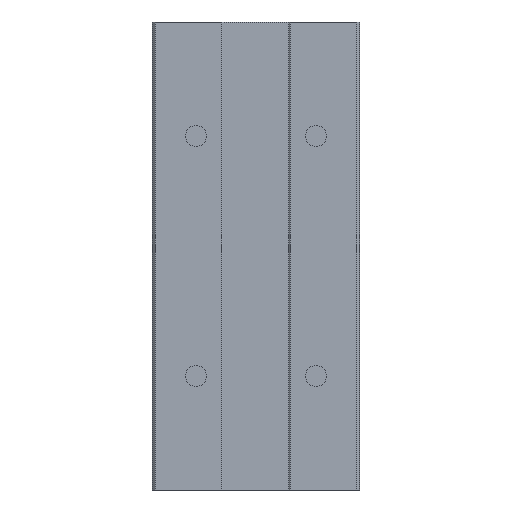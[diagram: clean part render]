
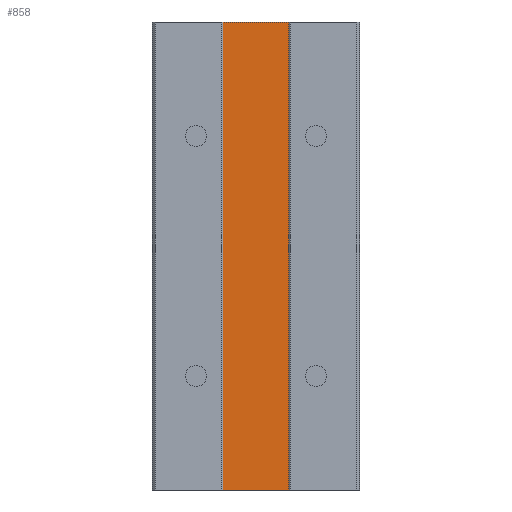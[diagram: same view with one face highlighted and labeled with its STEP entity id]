
A CAD part, front view. The second image highlights one B-rep face of the part: STEP entity #858.
In plain terms, the highlighted planar face has unit normal (0, -1, 0).
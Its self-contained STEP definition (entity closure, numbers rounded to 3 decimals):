
#58 = VECTOR ( 'NONE', #1445, 1000. ) ;
#64 = LINE ( 'NONE', #1444, #58 ) ;
#70 = LINE ( 'NONE', #1434, #71 ) ;
#71 = VECTOR ( 'NONE', #1435, 1000. ) ;
#74 = LINE ( 'NONE', #1438, #75 ) ;
#75 = VECTOR ( 'NONE', #1439, 1000. ) ;
#87 = LINE ( 'NONE', #1456, #88 ) ;
#88 = VECTOR ( 'NONE', #1457, 1000. ) ;
#203 = ORIENTED_EDGE ( 'NONE', *, *, #2008, .T. ) ;
#204 = ORIENTED_EDGE ( 'NONE', *, *, #2010, .F. ) ;
#235 = ORIENTED_EDGE ( 'NONE', *, *, #2006, .F. ) ;
#508 = ORIENTED_EDGE ( 'NONE', *, *, #2015, .T. ) ;
#738 = FACE_OUTER_BOUND ( 'NONE', #1755, .T. ) ;
#858 = ADVANCED_FACE ( 'NONE', ( #738 ), #1058, .T. ) ;
#1058 = PLANE ( 'NONE',  #2124 ) ;
#1061 = CARTESIAN_POINT ( 'NONE',  ( -11., 0.45, -156. ) ) ;
#1067 = DIRECTION ( 'NONE',  ( 0., -1., 0. ) ) ;
#1068 = DIRECTION ( 'NONE',  ( 0., 0., -1. ) ) ;
#1111 = CARTESIAN_POINT ( 'NONE',  ( 11., 0.45, -156. ) ) ;
#1160 = CARTESIAN_POINT ( 'NONE',  ( 11., 0.45, 0. ) ) ;
#1166 = CARTESIAN_POINT ( 'NONE',  ( -11., 0.45, 0. ) ) ;
#1190 = CARTESIAN_POINT ( 'NONE',  ( -11., 0.45, -156. ) ) ;
#1434 = CARTESIAN_POINT ( 'NONE',  ( -11., 0.45, 0. ) ) ;
#1435 = DIRECTION ( 'NONE',  ( 1., 0., 0. ) ) ;
#1438 = CARTESIAN_POINT ( 'NONE',  ( -11., 0.45, -156. ) ) ;
#1439 = DIRECTION ( 'NONE',  ( 1., 0., 0. ) ) ;
#1444 = CARTESIAN_POINT ( 'NONE',  ( -11., 0.45, -156. ) ) ;
#1445 = DIRECTION ( 'NONE',  ( 0., 0., 1. ) ) ;
#1456 = CARTESIAN_POINT ( 'NONE',  ( 11., 0.45, -156. ) ) ;
#1457 = DIRECTION ( 'NONE',  ( 0., 0., 1. ) ) ;
#1700 = VERTEX_POINT ( 'NONE', #1111 ) ;
#1755 = EDGE_LOOP ( 'NONE', ( #235, #204, #203, #508 ) ) ;
#1798 = VERTEX_POINT ( 'NONE', #1160 ) ;
#1804 = VERTEX_POINT ( 'NONE', #1166 ) ;
#1832 = VERTEX_POINT ( 'NONE', #1190 ) ;
#2006 = EDGE_CURVE ( 'NONE', #1804, #1798, #70, .T. ) ;
#2008 = EDGE_CURVE ( 'NONE', #1832, #1700, #74, .T. ) ;
#2010 = EDGE_CURVE ( 'NONE', #1832, #1804, #64, .T. ) ;
#2015 = EDGE_CURVE ( 'NONE', #1700, #1798, #87, .T. ) ;
#2124 = AXIS2_PLACEMENT_3D ( 'NONE', #1061, #1067, #1068 ) ;
